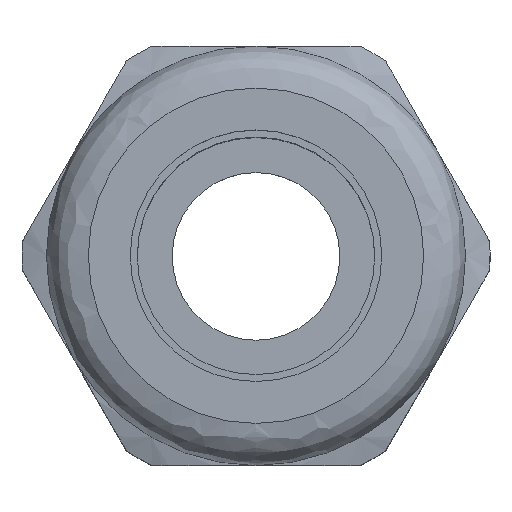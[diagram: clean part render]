
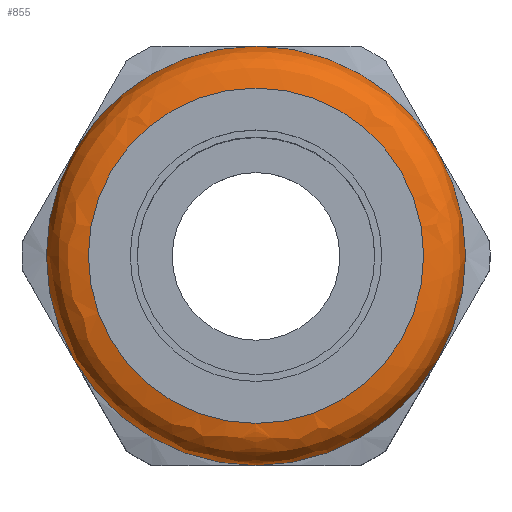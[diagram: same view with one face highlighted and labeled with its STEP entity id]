
A CAD part, top view. The second image highlights one B-rep face of the part: STEP entity #855.
In plain terms, the highlighted free-form (B-spline) face has degree [2, 2] with [7, 3] control points.
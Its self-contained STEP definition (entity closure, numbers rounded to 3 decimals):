
#692=(
BOUNDED_SURFACE()
B_SPLINE_SURFACE(2,2,((#4725,#4726,#4727),(#4728,#4729,#4730),(#4731,#4732,
#4733),(#4734,#4735,#4736),(#4737,#4738,#4739),(#4740,#4741,#4742),(#4743,
#4744,#4745)),.UNSPECIFIED.,.T.,.F.,.F.)
B_SPLINE_SURFACE_WITH_KNOTS((1,2,2,2,2,1),(3,3),(-0.333,0.,
0.333,0.667,1.,1.333),(0.,1.),
 .UNSPECIFIED.)
GEOMETRIC_REPRESENTATION_ITEM()
RATIONAL_B_SPLINE_SURFACE(((1.,0.707,1.),(0.5,0.354,
0.5),(1.,0.707,1.),(0.5,0.354,0.5),(1.,0.707,
1.),(0.5,0.354,0.5),(1.,0.707,1.)))
REPRESENTATION_ITEM('')
SURFACE()
);
#855=ADVANCED_FACE('',(#1189,#1190),#692,.T.);
#1138=CIRCLE('',#3337,15.);
#1143=CIRCLE('',#3343,12.);
#1189=FACE_BOUND('',#1261,.T.);
#1190=FACE_BOUND('',#1262,.T.);
#1261=EDGE_LOOP('',(#1608));
#1262=EDGE_LOOP('',(#1609));
#1608=ORIENTED_EDGE('',*,*,#2463,.F.);
#1609=ORIENTED_EDGE('',*,*,#2458,.F.);
#2202=VERTEX_POINT('',#4633);
#2203=VERTEX_POINT('',#4724);
#2458=EDGE_CURVE('',#2202,#2202,#1138,.T.);
#2463=EDGE_CURVE('',#2203,#2203,#1143,.T.);
#3337=AXIS2_PLACEMENT_3D('',#4632,#3643,#3644);
#3343=AXIS2_PLACEMENT_3D('',#4723,#3655,#3656);
#3643=DIRECTION('',(0.,0.,-1.));
#3644=DIRECTION('',(0.,-1.,0.));
#3655=DIRECTION('',(0.,0.,1.));
#3656=DIRECTION('',(0.,-1.,0.));
#4632=CARTESIAN_POINT('',(0.,-0.034,14.));
#4633=CARTESIAN_POINT('',(0.,-15.034,14.));
#4723=CARTESIAN_POINT('',(0.,-0.034,17.));
#4724=CARTESIAN_POINT('',(0.,-12.034,17.));
#4725=CARTESIAN_POINT('',(0.,-15.034,14.));
#4726=CARTESIAN_POINT('',(0.,-15.034,17.));
#4727=CARTESIAN_POINT('',(0.,-12.034,17.));
#4728=CARTESIAN_POINT('',(25.981,-15.034,14.));
#4729=CARTESIAN_POINT('',(25.981,-15.034,17.));
#4730=CARTESIAN_POINT('',(20.785,-12.034,17.));
#4731=CARTESIAN_POINT('',(12.99,7.466,14.));
#4732=CARTESIAN_POINT('',(12.99,7.466,17.));
#4733=CARTESIAN_POINT('',(10.392,5.966,17.));
#4734=CARTESIAN_POINT('',(0.,29.966,14.));
#4735=CARTESIAN_POINT('',(0.,29.966,17.));
#4736=CARTESIAN_POINT('',(0.,23.966,17.));
#4737=CARTESIAN_POINT('',(-12.99,7.466,14.));
#4738=CARTESIAN_POINT('',(-12.99,7.466,17.));
#4739=CARTESIAN_POINT('',(-10.392,5.966,17.));
#4740=CARTESIAN_POINT('',(-25.981,-15.034,14.));
#4741=CARTESIAN_POINT('',(-25.981,-15.034,17.));
#4742=CARTESIAN_POINT('',(-20.785,-12.034,17.));
#4743=CARTESIAN_POINT('',(0.,-15.034,14.));
#4744=CARTESIAN_POINT('',(0.,-15.034,17.));
#4745=CARTESIAN_POINT('',(0.,-12.034,17.));
